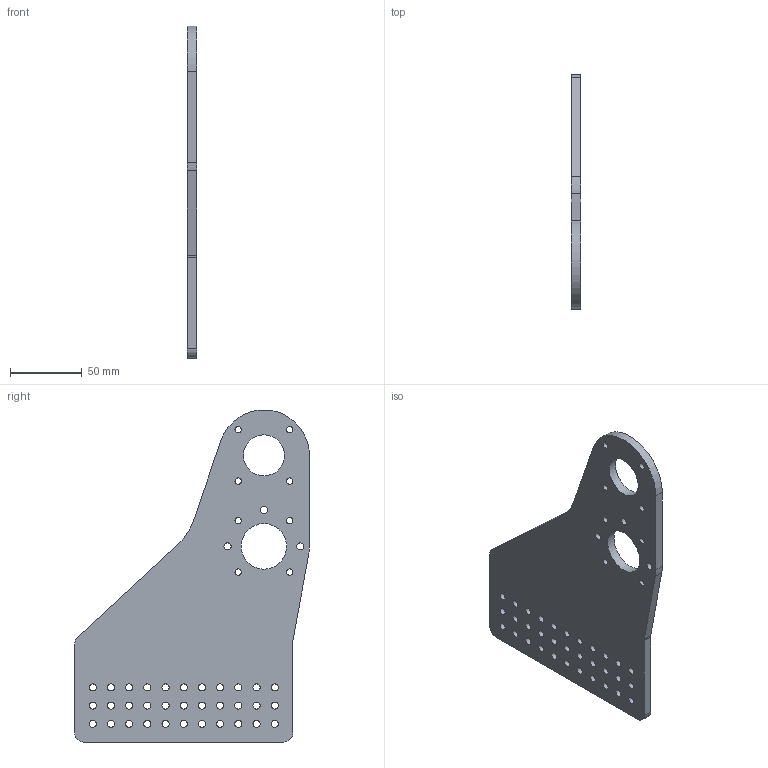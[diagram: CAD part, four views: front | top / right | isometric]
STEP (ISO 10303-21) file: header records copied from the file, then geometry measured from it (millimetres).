
FILE_DESCRIPTION(/* description */ ('STEP AP242'),/* implementation_level */ '2;1');
FILE_NAME(/* name */ 'Intake-Mounting-Plate.stp',/* time_stamp */ '2024-03-02T17:55:43-05:00',/* author */ ('rohan'),/* organization */ (''),/* preprocessor_version */ 'ST-DEVELOPER v20',/* originating_system */ 'Autodesk Inventor 2024',/* authorisation */ ' ');
FILE_SCHEMA (('AUTOMOTIVE_DESIGN { 1 0 10303 214 3 1 1 }'));
Length unit declared in the file: inch
Products named in the file (1): wfsdf
Bounding box: 6.35 x 163.92 x 231.68 mm (x, y, z)
Volume: 146413.7 mm3; surface area: 55965.7 mm2
Topology: 1 solids, 1 shells, 62 faces, 184 edges, 130 vertices
Faces by surface type: cylinder 53, plane 9
Full cylindrical faces by diameter (mm): 4.496 x8, 4.978 x36, 28.702 x1, 31.75 x1
Entity records: 2411 total; most frequent: DIRECTION 412, CARTESIAN_POINT 373, ORIENTED_EDGE 360, EDGE_CURVE 180, AXIS2_PLACEMENT_3D 169, EDGE_LOOP 154, VERTEX_POINT 120, CIRCLE 106
